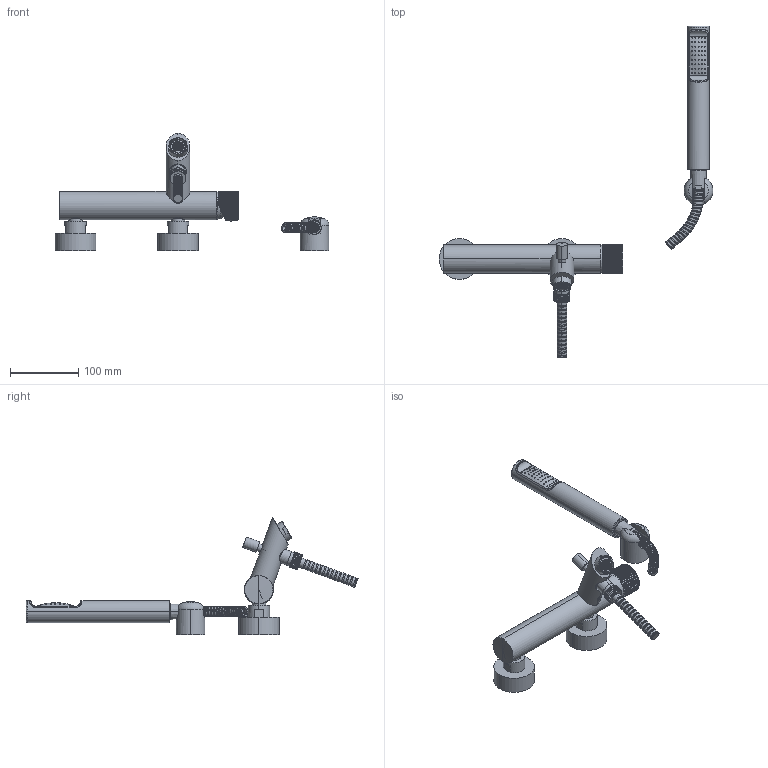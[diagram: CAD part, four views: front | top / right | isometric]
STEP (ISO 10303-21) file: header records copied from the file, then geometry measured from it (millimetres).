
FILE_DESCRIPTION((''),'2;1');
FILE_NAME('JO026CR','2021-02-02T14:40:04',('ut3'),('PAFFONI SpA'),'CREO PARAMETRIC BY PTC INC, 2020044','CREO PARAMETRIC BY PTC INC, 2020044','');
FILE_SCHEMA(('CONFIG_CONTROL_DESIGN','SHAPE_APPEARANCE_LAYERS_GROUPS'));
Length unit declared in the file: millimetre
Products named in the file (1): JO026CR
Bounding box: 400.85 x 486.15 x 171.48 mm (x, y, z)
Volume: 513444.2 mm3; surface area: 221828.1 mm2
Topology: 5 solids, 6 shells, 3212 faces, 8978 edges, 5825 vertices
Faces by surface type: plane 2236, cylinder 639, torus 137, cone 120, bspline 64, sphere 16
Entity records: 170066 total; most frequent: CARTESIAN_POINT 62869, ORIENTED_EDGE 17886, DIRECTION 16999, EDGE_CURVE 8943, VERTEX_POINT 5824, AXIS2_PLACEMENT_3D 5691, VECTOR 5617, LINE 5617
